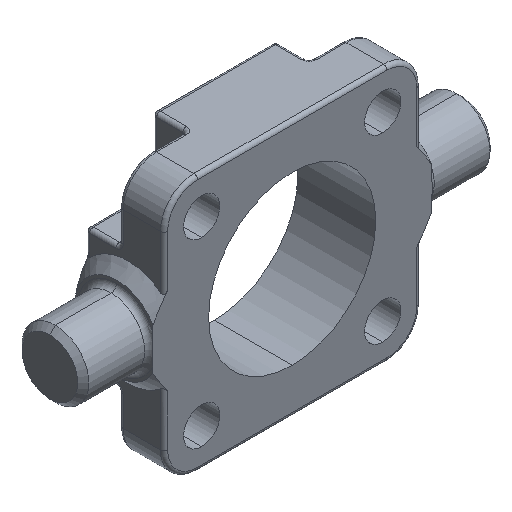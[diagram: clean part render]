
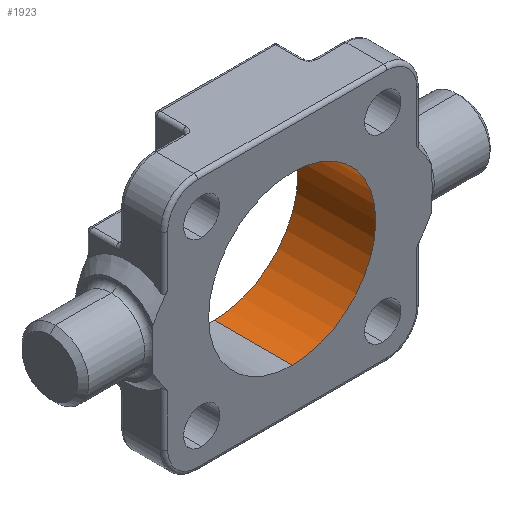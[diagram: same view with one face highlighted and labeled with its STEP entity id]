
A CAD part, isometric view. The second image highlights one B-rep face of the part: STEP entity #1923.
In plain terms, the highlighted cylindrical face has radius 15 mm (diameter 30 mm), a partial arc.
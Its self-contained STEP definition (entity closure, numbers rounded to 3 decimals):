
#81 = VECTOR ( 'NONE', #2723, 1000. ) ;
#181 = VERTEX_POINT ( 'NONE', #1974 ) ;
#210 = CARTESIAN_POINT ( 'NONE',  ( 0., 14., 0. ) ) ;
#290 = EDGE_CURVE ( 'NONE', #570, #3383, #1212, .T. ) ;
#372 = VECTOR ( 'NONE', #4038, 1000. ) ;
#416 = CARTESIAN_POINT ( 'NONE',  ( 0., 14., 15. ) ) ;
#472 = CIRCLE ( 'NONE', #1184, 15. ) ;
#570 = VERTEX_POINT ( 'NONE', #416 ) ;
#602 = CARTESIAN_POINT ( 'NONE',  ( 0., 0., 0. ) ) ;
#643 = ORIENTED_EDGE ( 'NONE', *, *, #1311, .T. ) ;
#681 = ORIENTED_EDGE ( 'NONE', *, *, #290, .F. ) ;
#696 = ORIENTED_EDGE ( 'NONE', *, *, #1285, .T. ) ;
#849 = DIRECTION ( 'NONE',  ( 0., 1., 0. ) ) ;
#908 = DIRECTION ( 'NONE',  ( 0., 0., 1. ) ) ;
#1145 = DIRECTION ( 'NONE',  ( 0., 0., -1. ) ) ;
#1184 = AXIS2_PLACEMENT_3D ( 'NONE', #3075, #849, #1803 ) ;
#1212 = LINE ( 'NONE', #2991, #81 ) ;
#1238 = AXIS2_PLACEMENT_3D ( 'NONE', #602, #2827, #908 ) ;
#1283 = EDGE_LOOP ( 'NONE', ( #681, #696, #643, #2976 ) ) ;
#1285 = EDGE_CURVE ( 'NONE', #570, #3432, #472, .T. ) ;
#1311 = EDGE_CURVE ( 'NONE', #3432, #181, #3661, .T. ) ;
#1701 = FACE_OUTER_BOUND ( 'NONE', #1283, .T. ) ;
#1803 = DIRECTION ( 'NONE',  ( 0., 0., 1. ) ) ;
#1923 = ADVANCED_FACE ( 'NONE', ( #1701 ), #4070, .F. ) ;
#1974 = CARTESIAN_POINT ( 'NONE',  ( 0., 0., -15. ) ) ;
#2131 = CARTESIAN_POINT ( 'NONE',  ( 0., 14., -15. ) ) ;
#2723 = DIRECTION ( 'NONE',  ( 0., -1., 0. ) ) ;
#2725 = CARTESIAN_POINT ( 'NONE',  ( 0., 14., -15. ) ) ;
#2827 = DIRECTION ( 'NONE',  ( 0., 1., 0. ) ) ;
#2876 = CIRCLE ( 'NONE', #1238, 15. ) ;
#2976 = ORIENTED_EDGE ( 'NONE', *, *, #3035, .F. ) ;
#2991 = CARTESIAN_POINT ( 'NONE',  ( 0., 14., 15. ) ) ;
#3035 = EDGE_CURVE ( 'NONE', #3383, #181, #2876, .T. ) ;
#3060 = DIRECTION ( 'NONE',  ( 0., -1., 0. ) ) ;
#3075 = CARTESIAN_POINT ( 'NONE',  ( 0., 14., 0. ) ) ;
#3241 = AXIS2_PLACEMENT_3D ( 'NONE', #210, #3060, #1145 ) ;
#3383 = VERTEX_POINT ( 'NONE', #3973 ) ;
#3432 = VERTEX_POINT ( 'NONE', #2725 ) ;
#3661 = LINE ( 'NONE', #2131, #372 ) ;
#3973 = CARTESIAN_POINT ( 'NONE',  ( 0., 0., 15. ) ) ;
#4038 = DIRECTION ( 'NONE',  ( 0., -1., 0. ) ) ;
#4070 = CYLINDRICAL_SURFACE ( 'NONE', #3241, 15. ) ;
